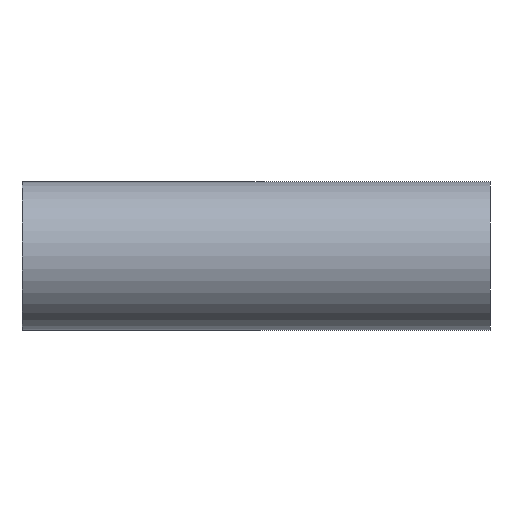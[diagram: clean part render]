
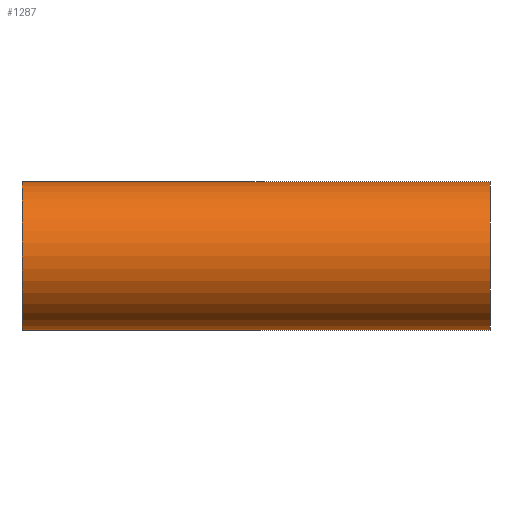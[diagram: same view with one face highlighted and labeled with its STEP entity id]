
A CAD part, left-side view. The second image highlights one B-rep face of the part: STEP entity #1287.
In plain terms, the highlighted cylindrical face has radius 17.5 mm (diameter 35 mm), a full revolution.
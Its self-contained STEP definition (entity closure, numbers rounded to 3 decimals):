
#964=CARTESIAN_POINT('',(0.,0.0,-17.5));
#965=VERTEX_POINT('',#964);
#966=CARTESIAN_POINT('',(0.,0.0,17.5));
#967=VERTEX_POINT('',#966);
#968=CARTESIAN_POINT('',(0.,0.0,0.0));
#969=DIRECTION('',(0.744,-0.668,0.));
#970=DIRECTION('',(0.668,0.744,0.0));
#971=AXIS2_PLACEMENT_3D('',#968,#969,#970);
#972=ELLIPSE('',#971,26.201,17.5);
#973=EDGE_CURVE('',#965,#967,#972,.T.);
#1165=CARTESIAN_POINT('',(0.,0.0,0.0));
#1166=DIRECTION('',(0.744,0.668,0.));
#1167=DIRECTION('',(0.668,-0.744,0.0));
#1168=AXIS2_PLACEMENT_3D('',#1165,#1166,#1167);
#1169=ELLIPSE('',#1168,26.201,17.5);
#1170=EDGE_CURVE('',#967,#965,#1169,.T.);
#1256=CARTESIAN_POINT('',(0.,0.,0.0));
#1257=DIRECTION('',(0.,-1.0,0.0));
#1258=DIRECTION('',(1.0,0.0,0.0));
#1259=AXIS2_PLACEMENT_3D('',#1256,#1257,#1258);
#1260=CYLINDRICAL_SURFACE('',#1259,17.5);
#1261=CARTESIAN_POINT('',(17.5,-55.0,0.0));
#1262=VERTEX_POINT('',#1261);
#1263=CARTESIAN_POINT('',(0.,-55.0,0.0));
#1264=DIRECTION('',(0.0,-1.0,0.0));
#1265=DIRECTION('',(1.0,0.0,0.0));
#1266=AXIS2_PLACEMENT_3D('',#1263,#1264,#1265);
#1267=CIRCLE('',#1266,17.5);
#1268=EDGE_CURVE('',#1262,#1262,#1267,.T.);
#1269=ORIENTED_EDGE('',*,*,#1268,.F.);
#1270=EDGE_LOOP('',(#1269));
#1271=FACE_OUTER_BOUND('',#1270,.T.);
#1272=ORIENTED_EDGE('',*,*,#1170,.F.);
#1273=ORIENTED_EDGE('',*,*,#973,.F.);
#1274=EDGE_LOOP('',(#1272,#1273));
#1275=FACE_BOUND('',#1274,.T.);
#1276=CARTESIAN_POINT('',(17.5,55.0,0.0));
#1277=VERTEX_POINT('',#1276);
#1278=CARTESIAN_POINT('',(0.,55.,0.0));
#1279=DIRECTION('',(0.0,-1.0,0.0));
#1280=DIRECTION('',(1.0,0.0,0.0));
#1281=AXIS2_PLACEMENT_3D('',#1278,#1279,#1280);
#1282=CIRCLE('',#1281,17.5);
#1283=EDGE_CURVE('',#1277,#1277,#1282,.T.);
#1284=ORIENTED_EDGE('',*,*,#1283,.T.);
#1285=EDGE_LOOP('',(#1284));
#1286=FACE_BOUND('',#1285,.T.);
#1287=ADVANCED_FACE('',(#1271,#1275,#1286),#1260,.T.);
